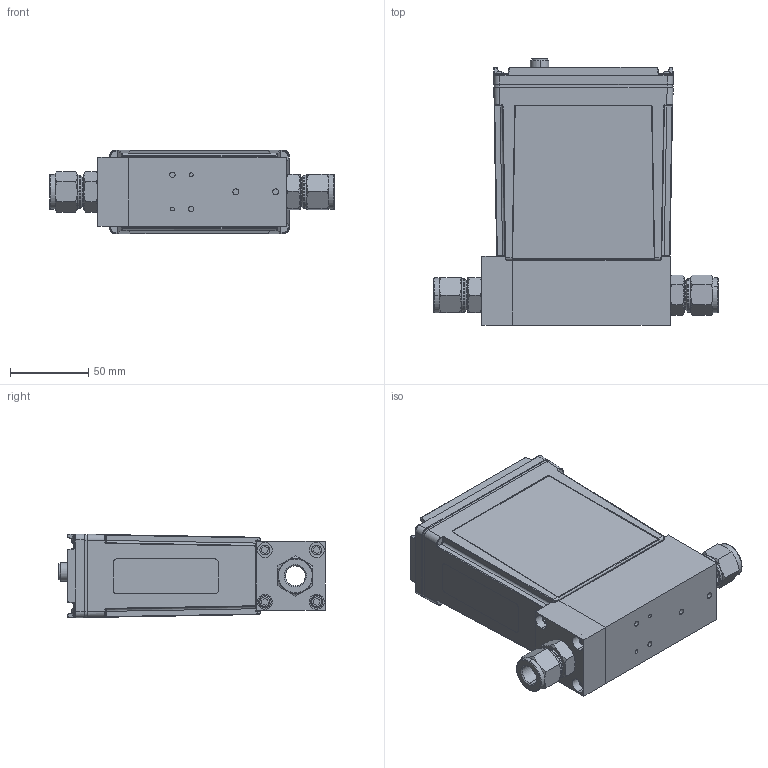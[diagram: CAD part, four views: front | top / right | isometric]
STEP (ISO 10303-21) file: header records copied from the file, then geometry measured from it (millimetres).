
FILE_DESCRIPTION (( 'STEP AP214' ), '1' );
FILE_NAME ('GE250-.50TUBE-DEVICENET.STEP', '2016-05-25T15:54:58', ( '' ), ( '' ), 'SwSTEP 2.0', 'SolidWorks 2015', '' );
FILE_SCHEMA (( 'AUTOMOTIVE_DESIGN' ));
Length unit declared in the file: inch
Products named in the file (1): GE250-.50TUBE-DEVICENET
Bounding box: 181.38 x 169.85 x 53.49 mm (x, y, z)
Surface area: 106200.7 mm2 (no closed solid volume)
Topology: 0 solids, 100 shells, 826 faces, 3906 edges, 3079 vertices
Faces by surface type: plane 371, cylinder 244, bspline 93, cone 82, sphere 20, torus 16
Entity records: 61542 total; most frequent: CARTESIAN_POINT 22385, ORIENTED_EDGE 5291, DIRECTION 5157, EDGE_CURVE 3885, VERTEX_POINT 3079, VECTOR 2067, LINE 2067, AXIS2_PLACEMENT_3D 1545
